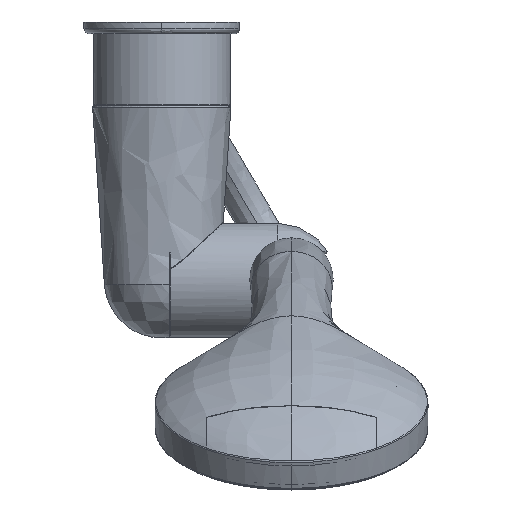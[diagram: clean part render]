
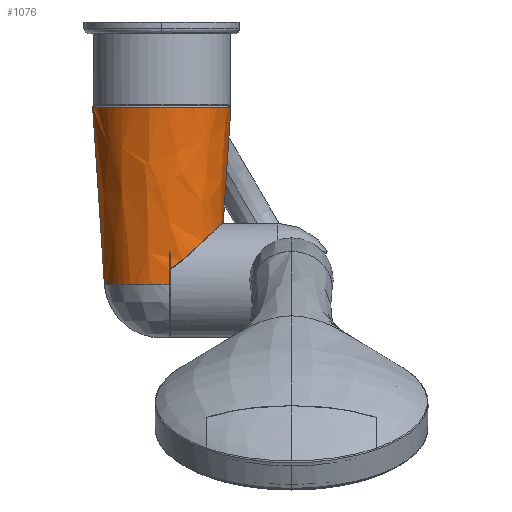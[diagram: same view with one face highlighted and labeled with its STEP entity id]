
A CAD part, top view. The second image highlights one B-rep face of the part: STEP entity #1076.
In plain terms, the highlighted free-form (B-spline) face has degree [2, 1] with [9, 2] control points.
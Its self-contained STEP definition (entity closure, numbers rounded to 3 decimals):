
#1076=ADVANCED_FACE('',(#3263),#32602,.T.);
#3263=FACE_OUTER_BOUND('',#5451,.T.);
#5451=EDGE_LOOP('',(#8300,#8301,#8302,#8303,#8304,#8305));
#8300=ORIENTED_EDGE('',*,*,#18626,.F.);
#8301=ORIENTED_EDGE('',*,*,#18640,.T.);
#8302=ORIENTED_EDGE('',*,*,#18627,.T.);
#8303=ORIENTED_EDGE('',*,*,#18628,.T.);
#8304=ORIENTED_EDGE('',*,*,#18629,.T.);
#8305=ORIENTED_EDGE('',*,*,#18630,.T.);
#18626=EDGE_CURVE('',#29173,#29168,#23854,.T.);
#18627=EDGE_CURVE('',#29174,#29175,#23855,.T.);
#18628=EDGE_CURVE('',#29175,#29176,#27395,.T.);
#18629=EDGE_CURVE('',#29176,#29165,#23856,.T.);
#18630=EDGE_CURVE('',#29165,#29168,#23857,.T.);
#18640=EDGE_CURVE('',#29173,#29174,#23865,.T.);
#23854=B_SPLINE_CURVE_WITH_KNOTS('',3,(#39101,#39102,#39103,#39104),
 .UNSPECIFIED.,.F.,.F.,(4,4),(-1.,0.),.UNSPECIFIED.);
#23855=B_SPLINE_CURVE_WITH_KNOTS('',1,(#39105,#39106),.UNSPECIFIED.,.F.,
 .F.,(2,2),(-1.,0.),.UNSPECIFIED.);
#23856=B_SPLINE_CURVE_WITH_KNOTS('',1,(#39112,#39113),.UNSPECIFIED.,.F.,
 .F.,(2,2),(0.,1.),.UNSPECIFIED.);
#23857=B_SPLINE_CURVE_WITH_KNOTS('',3,(#39114,#39115,#39116,#39117,#39118,
#39119,#39120,#39121,#39122,#39123,#39124,#39125,#39126,#39127,#39128,#39129,
#39130,#39131),.UNSPECIFIED.,.F.,.F.,(4,2,2,2,2,2,2,2,4),(0.,4.459,
8.918,13.377,17.836,22.295,26.754,
31.213,35.672),.UNSPECIFIED.);
#23865=B_SPLINE_CURVE_WITH_KNOTS('',3,(#39230,#39231,#39232,#39233,#39234,
#39235,#39236,#39237,#39238,#39239,#39240,#39241,#39242,#39243,#39244,#39245,
#39246,#39247,#39248,#39249,#39250,#39251,#39252,#39253,#39254,#39255),
 .UNSPECIFIED.,.F.,.F.,(4,2,2,2,2,2,2,2,2,2,2,2,4),(0.,0.031,
0.062,0.125,0.187,0.25,
0.375,0.5,0.625,0.75,
0.875,0.938,1.),.UNSPECIFIED.);
#27395=(
BOUNDED_CURVE()
B_SPLINE_CURVE(2,(#39107,#39108,#39109,#39110,#39111),.UNSPECIFIED.,.F.,
 .F.)
B_SPLINE_CURVE_WITH_KNOTS((3,2,3),(0.,39.768,79.536),
 .UNSPECIFIED.)
CURVE()
GEOMETRIC_REPRESENTATION_ITEM()
RATIONAL_B_SPLINE_CURVE((1.,0.707,1.,0.707,1.))
REPRESENTATION_ITEM('')
);
#29165=VERTEX_POINT('',#38962);
#29168=VERTEX_POINT('',#38965);
#29173=VERTEX_POINT('',#38970);
#29174=VERTEX_POINT('',#38971);
#29175=VERTEX_POINT('',#38972);
#29176=VERTEX_POINT('',#38973);
#32602=(
BOUNDED_SURFACE()
B_SPLINE_SURFACE(2,1,((#38587,#38588),(#38589,#38590),(#38591,#38592),(#38593,
#38594),(#38595,#38596),(#38597,#38598),(#38599,#38600),(#38601,#38602),
(#38603,#38604)),.UNSPECIFIED.,.T.,.F.,.F.)
B_SPLINE_SURFACE_WITH_KNOTS((3,2,2,2,3),(2,2),(0.,39.768,79.536,
119.304,159.072),(0.,65.089),.UNSPECIFIED.)
GEOMETRIC_REPRESENTATION_ITEM()
RATIONAL_B_SPLINE_SURFACE(((1.,1.),(0.707,0.707),
(1.,1.),(0.707,0.707),(1.,1.),(0.707,
0.707),(1.,1.),(0.707,0.707),(1.,1.)))
REPRESENTATION_ITEM('')
SURFACE()
);
#38587=CARTESIAN_POINT('',(0.,-96.079,-21.));
#38588=CARTESIAN_POINT('',(0.,-31.133,-25.317));
#38589=CARTESIAN_POINT('',(-21.,-96.079,-21.));
#38590=CARTESIAN_POINT('',(-25.317,-31.133,-25.317));
#38591=CARTESIAN_POINT('',(-21.,-96.079,0.));
#38592=CARTESIAN_POINT('',(-25.317,-31.133,0.));
#38593=CARTESIAN_POINT('',(-21.,-96.079,21.));
#38594=CARTESIAN_POINT('',(-25.317,-31.133,25.317));
#38595=CARTESIAN_POINT('',(0.,-96.079,21.));
#38596=CARTESIAN_POINT('',(0.,-31.133,25.317));
#38597=CARTESIAN_POINT('',(21.,-96.079,21.));
#38598=CARTESIAN_POINT('',(25.317,-31.133,25.317));
#38599=CARTESIAN_POINT('',(21.,-96.079,0.));
#38600=CARTESIAN_POINT('',(25.317,-31.133,0.));
#38601=CARTESIAN_POINT('',(21.,-96.079,-21.));
#38602=CARTESIAN_POINT('',(25.317,-31.133,-25.317));
#38603=CARTESIAN_POINT('',(0.,-96.079,-21.));
#38604=CARTESIAN_POINT('',(0.,-31.133,-25.317));
#38962=CARTESIAN_POINT('',(-21.,-96.079,0.));
#38965=CARTESIAN_POINT('',(2.678,-96.079,20.829));
#38970=CARTESIAN_POINT('',(2.677,-90.514,21.202));
#38971=CARTESIAN_POINT('',(22.52,-73.213,0.));
#38972=CARTESIAN_POINT('',(25.317,-31.133,0.));
#38973=CARTESIAN_POINT('',(-25.317,-31.133,0.));
#39101=CARTESIAN_POINT('',(2.677,-90.514,21.202));
#39102=CARTESIAN_POINT('',(2.678,-92.369,21.078));
#39103=CARTESIAN_POINT('',(2.678,-94.224,20.953));
#39104=CARTESIAN_POINT('',(2.678,-96.079,20.829));
#39105=CARTESIAN_POINT('',(22.52,-73.213,0.));
#39106=CARTESIAN_POINT('',(25.317,-31.133,0.));
#39107=CARTESIAN_POINT('',(25.317,-31.133,0.));
#39108=CARTESIAN_POINT('',(25.317,-31.133,25.317));
#39109=CARTESIAN_POINT('',(0.,-31.133,25.317));
#39110=CARTESIAN_POINT('',(-25.317,-31.133,25.317));
#39111=CARTESIAN_POINT('',(-25.317,-31.133,0.));
#39112=CARTESIAN_POINT('',(-25.317,-31.133,0.));
#39113=CARTESIAN_POINT('',(-21.,-96.079,0.));
#39114=CARTESIAN_POINT('',(-21.,-96.079,0.));
#39115=CARTESIAN_POINT('',(-21.,-96.079,1.486));
#39116=CARTESIAN_POINT('',(-20.842,-96.079,2.973));
#39117=CARTESIAN_POINT('',(-20.215,-96.079,5.879));
#39118=CARTESIAN_POINT('',(-19.747,-96.079,7.298));
#39119=CARTESIAN_POINT('',(-18.523,-96.079,10.007));
#39120=CARTESIAN_POINT('',(-17.766,-96.079,11.296));
#39121=CARTESIAN_POINT('',(-15.998,-96.079,13.686));
#39122=CARTESIAN_POINT('',(-14.986,-96.079,14.786));
#39123=CARTESIAN_POINT('',(-12.754,-96.079,16.75));
#39124=CARTESIAN_POINT('',(-11.534,-96.079,17.612));
#39125=CARTESIAN_POINT('',(-8.938,-96.079,19.061));
#39126=CARTESIAN_POINT('',(-7.563,-96.079,19.647));
#39127=CARTESIAN_POINT('',(-4.72,-96.079,20.517));
#39128=CARTESIAN_POINT('',(-3.253,-96.079,20.8));
#39129=CARTESIAN_POINT('',(-0.291,-96.079,21.051));
#39130=CARTESIAN_POINT('',(1.204,-96.079,21.018));
#39131=CARTESIAN_POINT('',(2.678,-96.079,20.829));
#39230=CARTESIAN_POINT('',(2.677,-90.514,21.202));
#39231=CARTESIAN_POINT('',(3.024,-90.349,21.169));
#39232=CARTESIAN_POINT('',(3.36,-90.164,21.131));
#39233=CARTESIAN_POINT('',(4.017,-89.772,21.042));
#39234=CARTESIAN_POINT('',(4.337,-89.564,20.992));
#39235=CARTESIAN_POINT('',(5.28,-88.919,20.827));
#39236=CARTESIAN_POINT('',(5.886,-88.461,20.695));
#39237=CARTESIAN_POINT('',(7.068,-87.526,20.387));
#39238=CARTESIAN_POINT('',(7.645,-87.047,20.211));
#39239=CARTESIAN_POINT('',(8.778,-86.084,19.816));
#39240=CARTESIAN_POINT('',(9.333,-85.598,19.596));
#39241=CARTESIAN_POINT('',(10.972,-84.144,18.868));
#39242=CARTESIAN_POINT('',(12.027,-83.178,18.292));
#39243=CARTESIAN_POINT('',(14.058,-81.295,16.944));
#39244=CARTESIAN_POINT('',(15.033,-80.379,16.173));
#39245=CARTESIAN_POINT('',(16.874,-78.636,14.42));
#39246=CARTESIAN_POINT('',(17.74,-77.81,13.438));
#39247=CARTESIAN_POINT('',(19.314,-76.304,11.256));
#39248=CARTESIAN_POINT('',(20.023,-75.623,10.055));
#39249=CARTESIAN_POINT('',(21.212,-74.477,7.448));
#39250=CARTESIAN_POINT('',(21.692,-74.013,6.04));
#39251=CARTESIAN_POINT('',(22.184,-73.539,3.826));
#39252=CARTESIAN_POINT('',(22.309,-73.417,3.072));
#39253=CARTESIAN_POINT('',(22.477,-73.254,1.545));
#39254=CARTESIAN_POINT('',(22.52,-73.213,0.772));
#39255=CARTESIAN_POINT('',(22.52,-73.213,0.));
